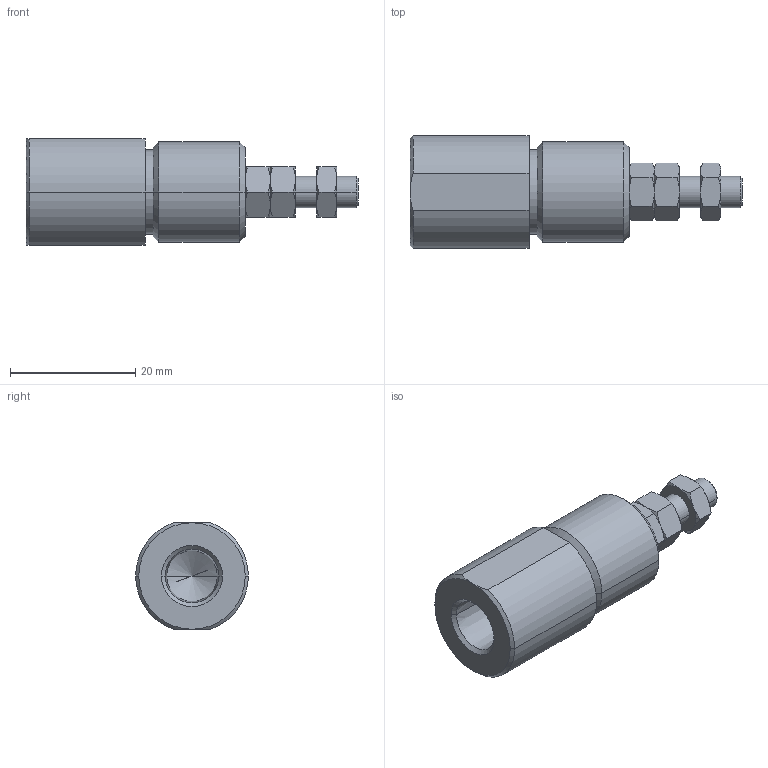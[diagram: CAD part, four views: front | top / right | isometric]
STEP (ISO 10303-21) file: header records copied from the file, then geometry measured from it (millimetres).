
FILE_DESCRIPTION(('STEP AP203'),'1');
FILE_NAME('fcs_-_10-6___20-22.stp','2014-04-28T19:08:48',('TraceParts'),('TraceParts S.A.'),'XStep 1.0',' ',' ');
FILE_SCHEMA(('CONFIG_CONTROL_DESIGN'));
Length unit declared in the file: millimetre
Products named in the file (2): 1; 2
Bounding box: 53 x 18 x 17 mm (x, y, z)
Volume: 7732.9 mm3; surface area: 4396.9 mm2
Topology: 2 solids, 2 shells, 125 faces, 258 edges, 147 vertices
Faces by surface type: cone 64, plane 35, cylinder 26
Entity records: 3240 total; most frequent: CARTESIAN_POINT 682, DIRECTION 540, ORIENTED_EDGE 512, EDGE_CURVE 256, AXIS2_PLACEMENT_3D 233, VERTEX_POINT 147, EDGE_LOOP 137, ADVANCED_FACE 125
